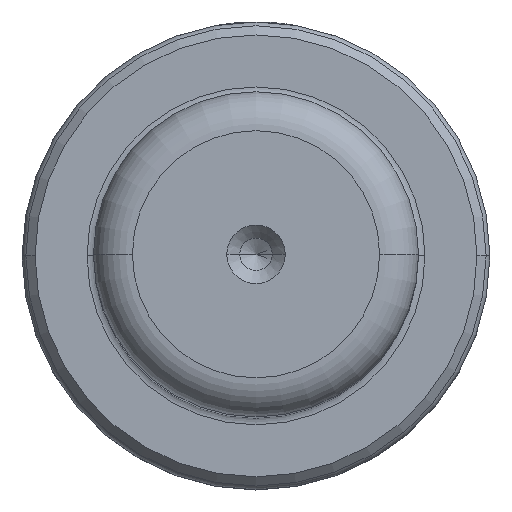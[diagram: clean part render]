
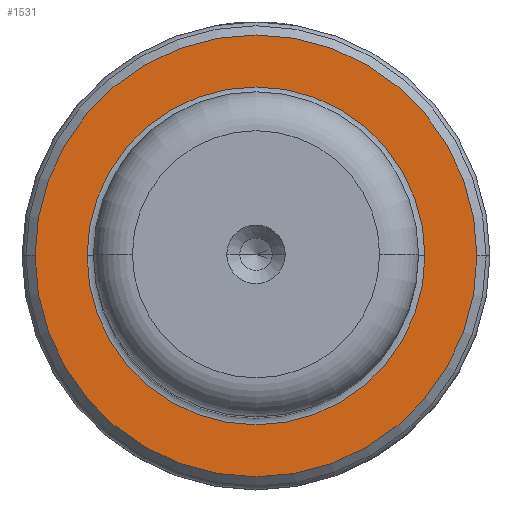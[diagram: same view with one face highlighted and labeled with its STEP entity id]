
A CAD part, top view. The second image highlights one B-rep face of the part: STEP entity #1531.
In plain terms, the highlighted planar face has unit normal (0, 0, 1).
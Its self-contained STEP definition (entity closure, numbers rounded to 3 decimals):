
#43 = AXIS2_PLACEMENT_3D ( 'NONE', #2090, #2894, #2107 ) ;
#196 = EDGE_CURVE ( 'NONE', #2631, #785, #2184, .T. ) ;
#290 = EDGE_CURVE ( 'NONE', #785, #2631, #1324, .T. ) ;
#343 = AXIS2_PLACEMENT_3D ( 'NONE', #2760, #1482, #1231 ) ;
#739 = EDGE_CURVE ( 'NONE', #1538, #1025, #1616, .T. ) ;
#785 = VERTEX_POINT ( 'NONE', #2610 ) ;
#825 = CIRCLE ( 'NONE', #343, 17. ) ;
#879 = CARTESIAN_POINT ( 'NONE',  ( 13., 0., 26. ) ) ;
#939 = AXIS2_PLACEMENT_3D ( 'NONE', #2412, #1157, #2925 ) ;
#996 = AXIS2_PLACEMENT_3D ( 'NONE', #2958, #1430, #1893 ) ;
#1025 = VERTEX_POINT ( 'NONE', #3279 ) ;
#1142 = ORIENTED_EDGE ( 'NONE', *, *, #290, .T. ) ;
#1157 = DIRECTION ( 'NONE',  ( 0., 0., -1. ) ) ;
#1231 = DIRECTION ( 'NONE',  ( 1., 0., 0. ) ) ;
#1263 = CARTESIAN_POINT ( 'NONE',  ( 17., 0., 26. ) ) ;
#1324 = CIRCLE ( 'NONE', #996, 13. ) ;
#1430 = DIRECTION ( 'NONE',  ( 0., 0., -1. ) ) ;
#1457 = EDGE_LOOP ( 'NONE', ( #1142, #2049 ) ) ;
#1482 = DIRECTION ( 'NONE',  ( 0., 0., 1. ) ) ;
#1531 = ADVANCED_FACE ( 'NONE', ( #3112, #2634 ), #2045, .T. ) ;
#1538 = VERTEX_POINT ( 'NONE', #1263 ) ;
#1616 = CIRCLE ( 'NONE', #43, 17. ) ;
#1893 = DIRECTION ( 'NONE',  ( -1., 0., 0. ) ) ;
#2035 = ORIENTED_EDGE ( 'NONE', *, *, #739, .T. ) ;
#2045 = PLANE ( 'NONE',  #2884 ) ;
#2049 = ORIENTED_EDGE ( 'NONE', *, *, #196, .T. ) ;
#2090 = CARTESIAN_POINT ( 'NONE',  ( 0., 0., 26. ) ) ;
#2107 = DIRECTION ( 'NONE',  ( 1., 0., 0. ) ) ;
#2184 = CIRCLE ( 'NONE', #939, 13. ) ;
#2412 = CARTESIAN_POINT ( 'NONE',  ( 0., 0., 26. ) ) ;
#2566 = DIRECTION ( 'NONE',  ( 0., 0., 1. ) ) ;
#2610 = CARTESIAN_POINT ( 'NONE',  ( -13., 0., 26. ) ) ;
#2631 = VERTEX_POINT ( 'NONE', #879 ) ;
#2634 = FACE_OUTER_BOUND ( 'NONE', #3088, .T. ) ;
#2760 = CARTESIAN_POINT ( 'NONE',  ( 0., 0., 26. ) ) ;
#2881 = CARTESIAN_POINT ( 'NONE',  ( 0., 0., 26. ) ) ;
#2884 = AXIS2_PLACEMENT_3D ( 'NONE', #2881, #2566, #3310 ) ;
#2894 = DIRECTION ( 'NONE',  ( 0., 0., 1. ) ) ;
#2925 = DIRECTION ( 'NONE',  ( -1., 0., 0. ) ) ;
#2958 = CARTESIAN_POINT ( 'NONE',  ( 0., 0., 26. ) ) ;
#3017 = EDGE_CURVE ( 'NONE', #1025, #1538, #825, .T. ) ;
#3088 = EDGE_LOOP ( 'NONE', ( #3235, #2035 ) ) ;
#3112 = FACE_BOUND ( 'NONE', #1457, .T. ) ;
#3235 = ORIENTED_EDGE ( 'NONE', *, *, #3017, .T. ) ;
#3279 = CARTESIAN_POINT ( 'NONE',  ( -17., 0., 26. ) ) ;
#3310 = DIRECTION ( 'NONE',  ( 1., 0., 0. ) ) ;
